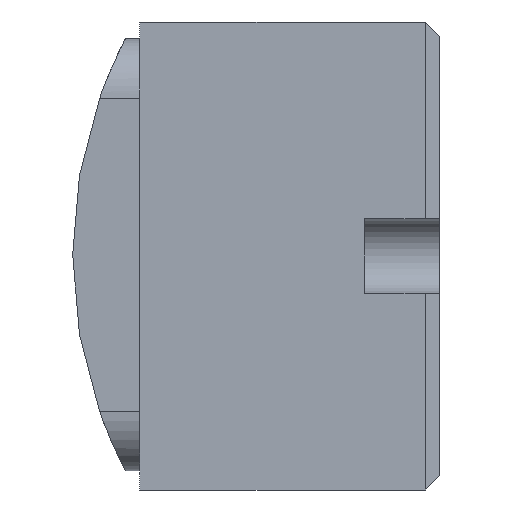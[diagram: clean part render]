
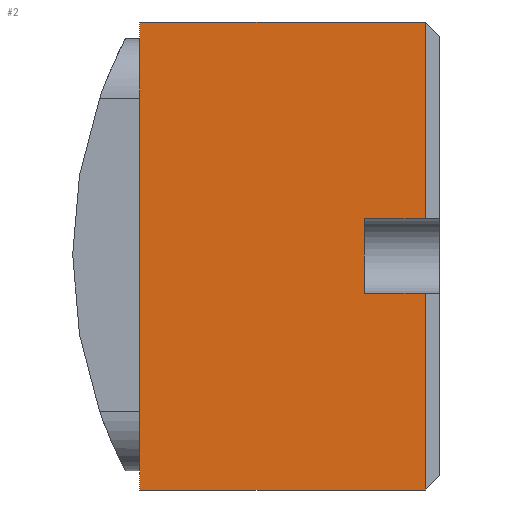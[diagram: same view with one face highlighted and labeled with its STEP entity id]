
A CAD part, left-side view. The second image highlights one B-rep face of the part: STEP entity #2.
In plain terms, the highlighted planar face has unit normal (-1, 0, 0).
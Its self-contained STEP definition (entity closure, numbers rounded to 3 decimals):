
#2 = ADVANCED_FACE ( 'NONE', ( #1141 ), #393, .F. ) ;
#4 = CARTESIAN_POINT ( 'NONE',  ( -25.062, -8.5, -2.063 ) ) ;
#12 = ORIENTED_EDGE ( 'NONE', *, *, #725, .T. ) ;
#50 = DIRECTION ( 'NONE',  ( 0., 0., -1. ) ) ;
#72 = ORIENTED_EDGE ( 'NONE', *, *, #1376, .T. ) ;
#91 = VECTOR ( 'NONE', #1758, 1000. ) ;
#113 = CARTESIAN_POINT ( 'NONE',  ( -25.062, -8.5, 1.937 ) ) ;
#155 = LINE ( 'NONE', #1840, #1433 ) ;
#161 = EDGE_CURVE ( 'NONE', #803, #336, #155, .T. ) ;
#336 = VERTEX_POINT ( 'NONE', #2278 ) ;
#392 = CARTESIAN_POINT ( 'NONE',  ( -25.062, -11.75, 12.437 ) ) ;
#393 = PLANE ( 'NONE',  #818 ) ;
#411 = LINE ( 'NONE', #474, #995 ) ;
#474 = CARTESIAN_POINT ( 'NONE',  ( -25.062, 3.5, 12.437 ) ) ;
#533 = ORIENTED_EDGE ( 'NONE', *, *, #807, .T. ) ;
#543 = EDGE_CURVE ( 'NONE', #1074, #1421, #1993, .T. ) ;
#549 = LINE ( 'NONE', #4, #1299 ) ;
#626 = VERTEX_POINT ( 'NONE', #392 ) ;
#643 = DIRECTION ( 'NONE',  ( 0., -1., 0. ) ) ;
#689 = CARTESIAN_POINT ( 'NONE',  ( -25.062, -11.75, -12.563 ) ) ;
#695 = DIRECTION ( 'NONE',  ( 0., -1., 0. ) ) ;
#724 = VERTEX_POINT ( 'NONE', #2133 ) ;
#725 = EDGE_CURVE ( 'NONE', #2281, #2314, #1968, .T. ) ;
#803 = VERTEX_POINT ( 'NONE', #1015 ) ;
#807 = EDGE_CURVE ( 'NONE', #2314, #626, #1942, .T. ) ;
#818 = AXIS2_PLACEMENT_3D ( 'NONE', #1893, #2079, #50 ) ;
#857 = CARTESIAN_POINT ( 'NONE',  ( -25.062, -8.5, 1.937 ) ) ;
#862 = DIRECTION ( 'NONE',  ( 0., -1., 0. ) ) ;
#969 = EDGE_CURVE ( 'NONE', #724, #1421, #549, .T. ) ;
#995 = VECTOR ( 'NONE', #862, 1000. ) ;
#1015 = CARTESIAN_POINT ( 'NONE',  ( -25.062, 3.5, -12.563 ) ) ;
#1032 = VECTOR ( 'NONE', #1621, 1000. ) ;
#1074 = VERTEX_POINT ( 'NONE', #689 ) ;
#1141 = FACE_OUTER_BOUND ( 'NONE', #1713, .T. ) ;
#1223 = ORIENTED_EDGE ( 'NONE', *, *, #1640, .F. ) ;
#1267 = DIRECTION ( 'NONE',  ( 0., 0., 1. ) ) ;
#1294 = DIRECTION ( 'NONE',  ( 0., -1., 0. ) ) ;
#1299 = VECTOR ( 'NONE', #1294, 1000. ) ;
#1349 = VECTOR ( 'NONE', #1615, 1000. ) ;
#1376 = EDGE_CURVE ( 'NONE', #803, #1074, #2015, .T. ) ;
#1400 = EDGE_CURVE ( 'NONE', #2281, #724, #1608, .T. ) ;
#1421 = VERTEX_POINT ( 'NONE', #2132 ) ;
#1433 = VECTOR ( 'NONE', #1267, 1000. ) ;
#1485 = CARTESIAN_POINT ( 'NONE',  ( -25.062, -11.75, -2.063 ) ) ;
#1568 = VECTOR ( 'NONE', #695, 1000. ) ;
#1608 = LINE ( 'NONE', #113, #1032 ) ;
#1615 = DIRECTION ( 'NONE',  ( 0., 0., 1. ) ) ;
#1621 = DIRECTION ( 'NONE',  ( 0., 0., -1. ) ) ;
#1640 = EDGE_CURVE ( 'NONE', #336, #626, #411, .T. ) ;
#1691 = CARTESIAN_POINT ( 'NONE',  ( -25.062, -8.5, 1.937 ) ) ;
#1713 = EDGE_LOOP ( 'NONE', ( #12, #533, #1223, #1718, #72, #1835, #2083, #2085 ) ) ;
#1718 = ORIENTED_EDGE ( 'NONE', *, *, #161, .F. ) ;
#1758 = DIRECTION ( 'NONE',  ( 0., 0., 1. ) ) ;
#1835 = ORIENTED_EDGE ( 'NONE', *, *, #543, .T. ) ;
#1840 = CARTESIAN_POINT ( 'NONE',  ( -25.062, 3.5, 12.437 ) ) ;
#1855 = VECTOR ( 'NONE', #643, 1000. ) ;
#1893 = CARTESIAN_POINT ( 'NONE',  ( -25.062, 3.5, 12.437 ) ) ;
#1942 = LINE ( 'NONE', #2116, #91 ) ;
#1968 = LINE ( 'NONE', #857, #1855 ) ;
#1993 = LINE ( 'NONE', #1485, #1349 ) ;
#2015 = LINE ( 'NONE', #2316, #1568 ) ;
#2076 = CARTESIAN_POINT ( 'NONE',  ( -25.062, -11.75, 1.937 ) ) ;
#2079 = DIRECTION ( 'NONE',  ( 1., 0., 0. ) ) ;
#2083 = ORIENTED_EDGE ( 'NONE', *, *, #969, .F. ) ;
#2085 = ORIENTED_EDGE ( 'NONE', *, *, #1400, .F. ) ;
#2116 = CARTESIAN_POINT ( 'NONE',  ( -25.062, -11.75, 12.437 ) ) ;
#2132 = CARTESIAN_POINT ( 'NONE',  ( -25.062, -11.75, -2.063 ) ) ;
#2133 = CARTESIAN_POINT ( 'NONE',  ( -25.062, -8.5, -2.063 ) ) ;
#2278 = CARTESIAN_POINT ( 'NONE',  ( -25.062, 3.5, 12.437 ) ) ;
#2281 = VERTEX_POINT ( 'NONE', #1691 ) ;
#2314 = VERTEX_POINT ( 'NONE', #2076 ) ;
#2316 = CARTESIAN_POINT ( 'NONE',  ( -25.062, 3.5, -12.563 ) ) ;
